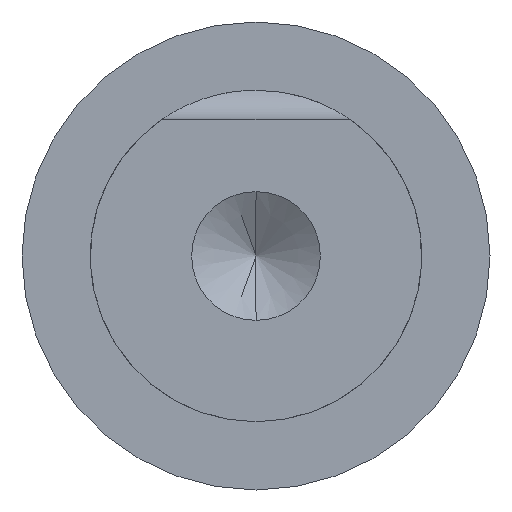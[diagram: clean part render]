
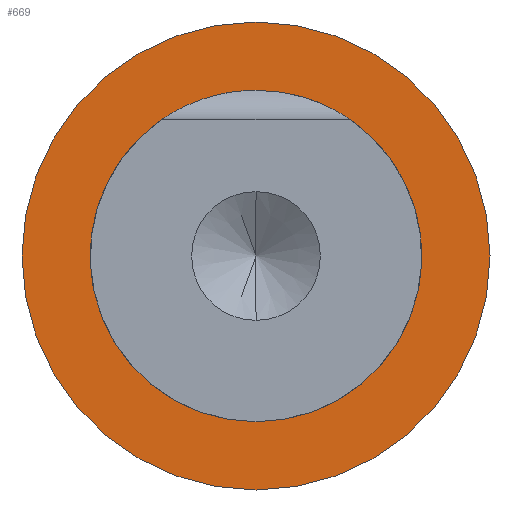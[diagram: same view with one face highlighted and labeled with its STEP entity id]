
A CAD part, front view. The second image highlights one B-rep face of the part: STEP entity #669.
In plain terms, the highlighted planar face has unit normal (0, -1, 0).
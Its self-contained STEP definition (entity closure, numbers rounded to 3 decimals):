
#6 = FACE_BOUND ( 'NONE', #560, .T. ) ;
#10 = PLANE ( 'NONE',  #718 ) ;
#11 = DIRECTION ( 'NONE',  ( 0., 0., 1. ) ) ;
#19 = AXIS2_PLACEMENT_3D ( 'NONE', #269, #75, #271 ) ;
#56 = ORIENTED_EDGE ( 'NONE', *, *, #698, .T. ) ;
#58 = ORIENTED_EDGE ( 'NONE', *, *, #63, .F. ) ;
#63 = EDGE_CURVE ( 'NONE', #316, #505, #482, .T. ) ;
#75 = DIRECTION ( 'NONE',  ( 0., 1., 0. ) ) ;
#92 = VERTEX_POINT ( 'NONE', #323 ) ;
#107 = AXIS2_PLACEMENT_3D ( 'NONE', #454, #144, #661 ) ;
#120 = ORIENTED_EDGE ( 'NONE', *, *, #147, .T. ) ;
#144 = DIRECTION ( 'NONE',  ( 0., 1., 0. ) ) ;
#147 = EDGE_CURVE ( 'NONE', #693, #92, #347, .T. ) ;
#150 = CARTESIAN_POINT ( 'NONE',  ( 0., 25.5, 0. ) ) ;
#199 = CARTESIAN_POINT ( 'NONE',  ( 0., 25.5, 0. ) ) ;
#211 = DIRECTION ( 'NONE',  ( 0., 0., 1. ) ) ;
#246 = DIRECTION ( 'NONE',  ( 0., 0., 1. ) ) ;
#259 = DIRECTION ( 'NONE',  ( 0., 1., 0. ) ) ;
#269 = CARTESIAN_POINT ( 'NONE',  ( 0., 25.5, 0. ) ) ;
#271 = DIRECTION ( 'NONE',  ( 0., 0., 1. ) ) ;
#315 = ORIENTED_EDGE ( 'NONE', *, *, #810, .F. ) ;
#316 = VERTEX_POINT ( 'NONE', #808 ) ;
#323 = CARTESIAN_POINT ( 'NONE',  ( 0., 25.5, -4.25 ) ) ;
#344 = CIRCLE ( 'NONE', #638, 6. ) ;
#347 = CIRCLE ( 'NONE', #19, 4.25 ) ;
#372 = CARTESIAN_POINT ( 'NONE',  ( 0., 25.5, -6. ) ) ;
#385 = CIRCLE ( 'NONE', #107, 4.25 ) ;
#451 = AXIS2_PLACEMENT_3D ( 'NONE', #587, #259, #246 ) ;
#454 = CARTESIAN_POINT ( 'NONE',  ( 0., 25.5, 0. ) ) ;
#482 = CIRCLE ( 'NONE', #451, 6. ) ;
#505 = VERTEX_POINT ( 'NONE', #372 ) ;
#560 = EDGE_LOOP ( 'NONE', ( #56, #120 ) ) ;
#582 = DIRECTION ( 'NONE',  ( 0., 1., 0. ) ) ;
#587 = CARTESIAN_POINT ( 'NONE',  ( 0., 25.5, 0. ) ) ;
#605 = DIRECTION ( 'NONE',  ( 0., 1., 0. ) ) ;
#631 = FACE_OUTER_BOUND ( 'NONE', #640, .T. ) ;
#638 = AXIS2_PLACEMENT_3D ( 'NONE', #150, #605, #211 ) ;
#640 = EDGE_LOOP ( 'NONE', ( #58, #315 ) ) ;
#661 = DIRECTION ( 'NONE',  ( 0., 0., 1. ) ) ;
#669 = ADVANCED_FACE ( 'NONE', ( #6, #631 ), #10, .F. ) ;
#693 = VERTEX_POINT ( 'NONE', #699 ) ;
#698 = EDGE_CURVE ( 'NONE', #92, #693, #385, .T. ) ;
#699 = CARTESIAN_POINT ( 'NONE',  ( 0., 25.5, 4.25 ) ) ;
#718 = AXIS2_PLACEMENT_3D ( 'NONE', #199, #582, #11 ) ;
#808 = CARTESIAN_POINT ( 'NONE',  ( 0., 25.5, 6. ) ) ;
#810 = EDGE_CURVE ( 'NONE', #505, #316, #344, .T. ) ;
